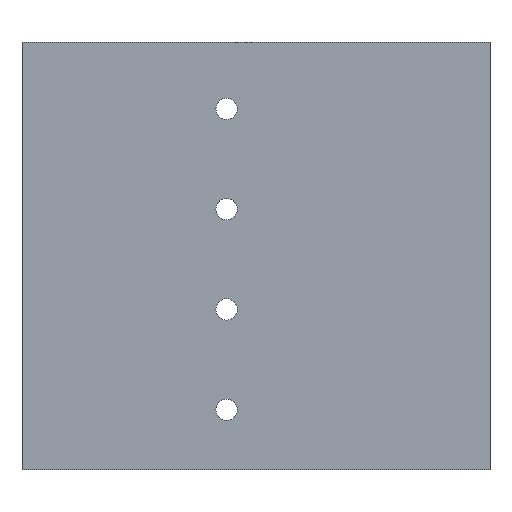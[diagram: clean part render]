
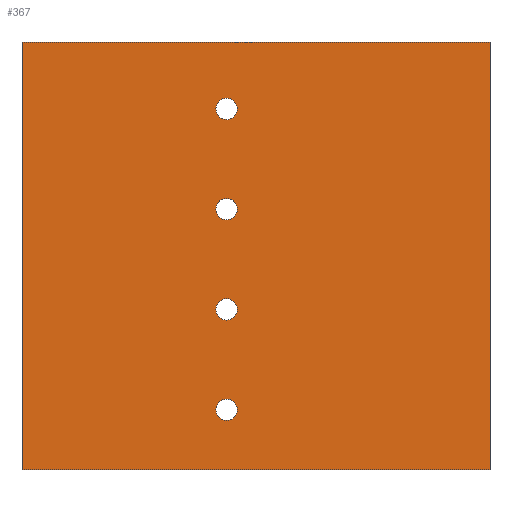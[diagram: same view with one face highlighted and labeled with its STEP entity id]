
A CAD part, top view. The second image highlights one B-rep face of the part: STEP entity #367.
In plain terms, the highlighted planar face has unit normal (0, 0, 1).
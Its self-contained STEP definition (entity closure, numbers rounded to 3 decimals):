
#1 = CIRCLE ( 'NONE', #429, 1.6 ) ;
#4 = VECTOR ( 'NONE', #264, 1000. ) ;
#8 = ORIENTED_EDGE ( 'NONE', *, *, #473, .T. ) ;
#10 = EDGE_LOOP ( 'NONE', ( #155, #125 ) ) ;
#14 = EDGE_CURVE ( 'NONE', #384, #426, #1, .T. ) ;
#25 = DIRECTION ( 'NONE',  ( 1., 0., 0. ) ) ;
#26 = LINE ( 'NONE', #323, #271 ) ;
#27 = EDGE_CURVE ( 'NONE', #386, #90, #282, .T. ) ;
#31 = CARTESIAN_POINT ( 'NONE',  ( -157., -32., 5. ) ) ;
#34 = DIRECTION ( 'NONE',  ( 1., 0., 0. ) ) ;
#38 = AXIS2_PLACEMENT_3D ( 'NONE', #214, #106, #117 ) ;
#44 = VERTEX_POINT ( 'NONE', #63 ) ;
#57 = DIRECTION ( 'NONE',  ( 0., 0., 1. ) ) ;
#63 = CARTESIAN_POINT ( 'NONE',  ( -124.801, -23., 5. ) ) ;
#68 = AXIS2_PLACEMENT_3D ( 'NONE', #284, #141, #402 ) ;
#69 = DIRECTION ( 'NONE',  ( 0., 0., 1. ) ) ;
#70 = CARTESIAN_POINT ( 'NONE',  ( -157., 32., 5. ) ) ;
#72 = PLANE ( 'NONE',  #38 ) ;
#73 = CARTESIAN_POINT ( 'NONE',  ( -87., -32., 5. ) ) ;
#74 = CARTESIAN_POINT ( 'NONE',  ( -128.001, 22., 5. ) ) ;
#76 = CIRCLE ( 'NONE', #470, 1.6 ) ;
#85 = CIRCLE ( 'NONE', #440, 1.6 ) ;
#90 = VERTEX_POINT ( 'NONE', #166 ) ;
#98 = EDGE_CURVE ( 'NONE', #426, #384, #209, .T. ) ;
#99 = CARTESIAN_POINT ( 'NONE',  ( -126.401, 7., 5. ) ) ;
#103 = EDGE_CURVE ( 'NONE', #272, #350, #107, .T. ) ;
#106 = DIRECTION ( 'NONE',  ( 0., 0., 1. ) ) ;
#107 = CIRCLE ( 'NONE', #388, 1.6 ) ;
#112 = DIRECTION ( 'NONE',  ( 0., 0., 1. ) ) ;
#117 = DIRECTION ( 'NONE',  ( 1., 0., 0. ) ) ;
#119 = CARTESIAN_POINT ( 'NONE',  ( -124.801, 7., 5. ) ) ;
#125 = ORIENTED_EDGE ( 'NONE', *, *, #103, .F. ) ;
#126 = EDGE_LOOP ( 'NONE', ( #468, #333 ) ) ;
#133 = VERTEX_POINT ( 'NONE', #70 ) ;
#135 = EDGE_CURVE ( 'NONE', #233, #411, #26, .T. ) ;
#141 = DIRECTION ( 'NONE',  ( 0., 0., 1. ) ) ;
#146 = EDGE_CURVE ( 'NONE', #44, #263, #352, .T. ) ;
#147 = AXIS2_PLACEMENT_3D ( 'NONE', #477, #181, #213 ) ;
#151 = FACE_BOUND ( 'NONE', #220, .T. ) ;
#155 = ORIENTED_EDGE ( 'NONE', *, *, #418, .F. ) ;
#166 = CARTESIAN_POINT ( 'NONE',  ( -124.801, -8., 5. ) ) ;
#170 = ORIENTED_EDGE ( 'NONE', *, *, #146, .F. ) ;
#173 = CARTESIAN_POINT ( 'NONE',  ( -126.401, -8., 5. ) ) ;
#175 = CARTESIAN_POINT ( 'NONE',  ( -87., -32., 5. ) ) ;
#176 = EDGE_CURVE ( 'NONE', #90, #386, #324, .T. ) ;
#178 = AXIS2_PLACEMENT_3D ( 'NONE', #279, #69, #34 ) ;
#180 = EDGE_CURVE ( 'NONE', #411, #133, #208, .T. ) ;
#181 = DIRECTION ( 'NONE',  ( 0., 0., 1. ) ) ;
#208 = LINE ( 'NONE', #400, #240 ) ;
#209 = CIRCLE ( 'NONE', #178, 1.6 ) ;
#211 = DIRECTION ( 'NONE',  ( 1., 0., 0. ) ) ;
#212 = DIRECTION ( 'NONE',  ( 0., 0., 1. ) ) ;
#213 = DIRECTION ( 'NONE',  ( 1., 0., 0. ) ) ;
#214 = CARTESIAN_POINT ( 'NONE',  ( 0., 0., 5. ) ) ;
#218 = CARTESIAN_POINT ( 'NONE',  ( -128.001, 7., 5. ) ) ;
#220 = EDGE_LOOP ( 'NONE', ( #236, #467 ) ) ;
#223 = DIRECTION ( 'NONE',  ( 1., 0., 0. ) ) ;
#226 = DIRECTION ( 'NONE',  ( 0., 0., 1. ) ) ;
#233 = VERTEX_POINT ( 'NONE', #73 ) ;
#236 = ORIENTED_EDGE ( 'NONE', *, *, #27, .F. ) ;
#239 = ORIENTED_EDGE ( 'NONE', *, *, #394, .T. ) ;
#240 = VECTOR ( 'NONE', #442, 1000. ) ;
#255 = VECTOR ( 'NONE', #25, 1000. ) ;
#259 = ORIENTED_EDGE ( 'NONE', *, *, #135, .T. ) ;
#263 = VERTEX_POINT ( 'NONE', #481 ) ;
#264 = DIRECTION ( 'NONE',  ( 0., -1., 0. ) ) ;
#271 = VECTOR ( 'NONE', #362, 1000. ) ;
#272 = VERTEX_POINT ( 'NONE', #403 ) ;
#279 = CARTESIAN_POINT ( 'NONE',  ( -126.401, 7., 5. ) ) ;
#282 = CIRCLE ( 'NONE', #316, 1.6 ) ;
#284 = CARTESIAN_POINT ( 'NONE',  ( -126.401, -8., 5. ) ) ;
#286 = EDGE_CURVE ( 'NONE', #263, #44, #76, .T. ) ;
#288 = FACE_BOUND ( 'NONE', #10, .T. ) ;
#294 = ORIENTED_EDGE ( 'NONE', *, *, #180, .T. ) ;
#303 = LINE ( 'NONE', #175, #255 ) ;
#316 = AXIS2_PLACEMENT_3D ( 'NONE', #173, #57, #387 ) ;
#319 = DIRECTION ( 'NONE',  ( 1., 0., 0. ) ) ;
#323 = CARTESIAN_POINT ( 'NONE',  ( -87., -32., 5. ) ) ;
#324 = CIRCLE ( 'NONE', #68, 1.6 ) ;
#325 = CARTESIAN_POINT ( 'NONE',  ( -126.401, -23., 5. ) ) ;
#333 = ORIENTED_EDGE ( 'NONE', *, *, #98, .F. ) ;
#336 = VERTEX_POINT ( 'NONE', #31 ) ;
#339 = CARTESIAN_POINT ( 'NONE',  ( -157., -32., 5. ) ) ;
#347 = CARTESIAN_POINT ( 'NONE',  ( -126.401, 22., 5. ) ) ;
#350 = VERTEX_POINT ( 'NONE', #74 ) ;
#352 = CIRCLE ( 'NONE', #147, 1.6 ) ;
#362 = DIRECTION ( 'NONE',  ( 0., 1., 0. ) ) ;
#367 = ADVANCED_FACE ( 'NONE', ( #151, #288, #444, #435, #441 ), #72, .T. ) ;
#369 = LINE ( 'NONE', #339, #4 ) ;
#379 = CARTESIAN_POINT ( 'NONE',  ( -87., 32., 5. ) ) ;
#382 = DIRECTION ( 'NONE',  ( 1., 0., 0. ) ) ;
#384 = VERTEX_POINT ( 'NONE', #218 ) ;
#386 = VERTEX_POINT ( 'NONE', #396 ) ;
#387 = DIRECTION ( 'NONE',  ( 1., 0., 0. ) ) ;
#388 = AXIS2_PLACEMENT_3D ( 'NONE', #437, #112, #211 ) ;
#389 = DIRECTION ( 'NONE',  ( 0., 0., 1. ) ) ;
#394 = EDGE_CURVE ( 'NONE', #133, #336, #369, .T. ) ;
#396 = CARTESIAN_POINT ( 'NONE',  ( -128.001, -8., 5. ) ) ;
#400 = CARTESIAN_POINT ( 'NONE',  ( -87., 32., 5. ) ) ;
#402 = DIRECTION ( 'NONE',  ( 1., 0., 0. ) ) ;
#403 = CARTESIAN_POINT ( 'NONE',  ( -124.801, 22., 5. ) ) ;
#411 = VERTEX_POINT ( 'NONE', #379 ) ;
#417 = EDGE_LOOP ( 'NONE', ( #259, #294, #239, #8 ) ) ;
#418 = EDGE_CURVE ( 'NONE', #350, #272, #85, .T. ) ;
#424 = ORIENTED_EDGE ( 'NONE', *, *, #286, .F. ) ;
#426 = VERTEX_POINT ( 'NONE', #119 ) ;
#429 = AXIS2_PLACEMENT_3D ( 'NONE', #99, #389, #382 ) ;
#435 = FACE_BOUND ( 'NONE', #126, .T. ) ;
#437 = CARTESIAN_POINT ( 'NONE',  ( -126.401, 22., 5. ) ) ;
#440 = AXIS2_PLACEMENT_3D ( 'NONE', #347, #226, #223 ) ;
#441 = FACE_BOUND ( 'NONE', #461, .T. ) ;
#442 = DIRECTION ( 'NONE',  ( -1., 0., 0. ) ) ;
#444 = FACE_OUTER_BOUND ( 'NONE', #417, .T. ) ;
#461 = EDGE_LOOP ( 'NONE', ( #424, #170 ) ) ;
#467 = ORIENTED_EDGE ( 'NONE', *, *, #176, .F. ) ;
#468 = ORIENTED_EDGE ( 'NONE', *, *, #14, .F. ) ;
#470 = AXIS2_PLACEMENT_3D ( 'NONE', #325, #212, #319 ) ;
#473 = EDGE_CURVE ( 'NONE', #336, #233, #303, .T. ) ;
#477 = CARTESIAN_POINT ( 'NONE',  ( -126.401, -23., 5. ) ) ;
#481 = CARTESIAN_POINT ( 'NONE',  ( -128.001, -23., 5. ) ) ;
